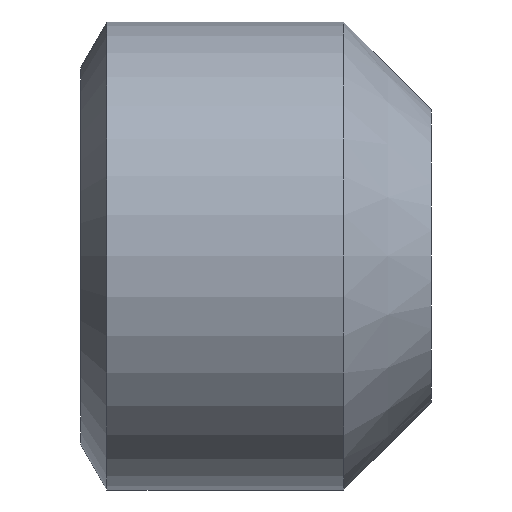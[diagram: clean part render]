
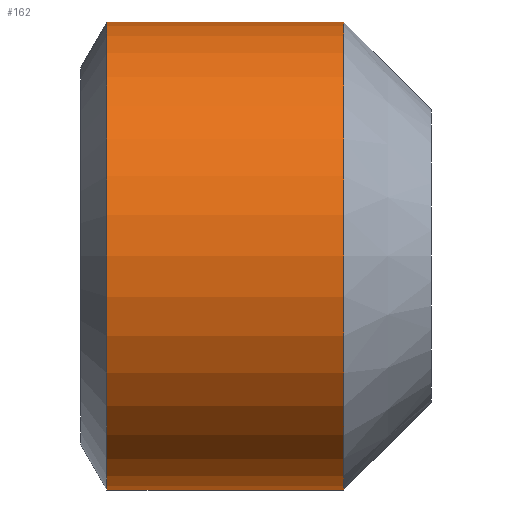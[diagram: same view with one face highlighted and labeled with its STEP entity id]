
A CAD part, front view. The second image highlights one B-rep face of the part: STEP entity #162.
In plain terms, the highlighted cylindrical face has radius 2 mm (diameter 4 mm), a partial arc.
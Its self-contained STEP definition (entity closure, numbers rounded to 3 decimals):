
#2 = CIRCLE ( 'NONE', #337, 2. ) ;
#6 = EDGE_LOOP ( 'NONE', ( #448, #19, #434, #66 ) ) ;
#7 = CARTESIAN_POINT ( 'NONE',  ( 2.25, 0., 2. ) ) ;
#16 = VECTOR ( 'NONE', #35, 1000. ) ;
#19 = ORIENTED_EDGE ( 'NONE', *, *, #390, .T. ) ;
#26 = EDGE_CURVE ( 'NONE', #346, #374, #231, .T. ) ;
#35 = DIRECTION ( 'NONE',  ( -1., 0., 0. ) ) ;
#66 = ORIENTED_EDGE ( 'NONE', *, *, #26, .F. ) ;
#90 = EDGE_CURVE ( 'NONE', #173, #374, #271, .T. ) ;
#94 = VERTEX_POINT ( 'NONE', #329 ) ;
#95 = DIRECTION ( 'NONE',  ( 0., 0., 1. ) ) ;
#96 = EDGE_CURVE ( 'NONE', #94, #346, #135, .T. ) ;
#97 = CARTESIAN_POINT ( 'NONE',  ( 0.225, 0., 0. ) ) ;
#128 = VECTOR ( 'NONE', #396, 1000. ) ;
#135 = LINE ( 'NONE', #182, #128 ) ;
#137 = AXIS2_PLACEMENT_3D ( 'NONE', #293, #427, #291 ) ;
#142 = DIRECTION ( 'NONE',  ( 0., 0., 1. ) ) ;
#162 = ADVANCED_FACE ( 'NONE', ( #391 ), #225, .T. ) ;
#173 = VERTEX_POINT ( 'NONE', #7 ) ;
#182 = CARTESIAN_POINT ( 'NONE',  ( -12.7, 0., -2. ) ) ;
#225 = CYLINDRICAL_SURFACE ( 'NONE', #137, 2. ) ;
#231 = CIRCLE ( 'NONE', #237, 2. ) ;
#237 = AXIS2_PLACEMENT_3D ( 'NONE', #97, #397, #142 ) ;
#271 = LINE ( 'NONE', #356, #16 ) ;
#278 = DIRECTION ( 'NONE',  ( -1., 0., 0. ) ) ;
#291 = DIRECTION ( 'NONE',  ( 0., 0., 1. ) ) ;
#293 = CARTESIAN_POINT ( 'NONE',  ( -12.7, 0., 0. ) ) ;
#329 = CARTESIAN_POINT ( 'NONE',  ( 2.25, 0., -2. ) ) ;
#337 = AXIS2_PLACEMENT_3D ( 'NONE', #412, #278, #95 ) ;
#346 = VERTEX_POINT ( 'NONE', #444 ) ;
#356 = CARTESIAN_POINT ( 'NONE',  ( -12.7, 0., 2. ) ) ;
#374 = VERTEX_POINT ( 'NONE', #383 ) ;
#383 = CARTESIAN_POINT ( 'NONE',  ( 0.225, 0., 2. ) ) ;
#390 = EDGE_CURVE ( 'NONE', #94, #173, #2, .T. ) ;
#391 = FACE_OUTER_BOUND ( 'NONE', #6, .T. ) ;
#396 = DIRECTION ( 'NONE',  ( -1., 0., 0. ) ) ;
#397 = DIRECTION ( 'NONE',  ( -1., 0., 0. ) ) ;
#412 = CARTESIAN_POINT ( 'NONE',  ( 2.25, 0., 0. ) ) ;
#427 = DIRECTION ( 'NONE',  ( -1., 0., 0. ) ) ;
#434 = ORIENTED_EDGE ( 'NONE', *, *, #90, .T. ) ;
#444 = CARTESIAN_POINT ( 'NONE',  ( 0.225, 0., -2. ) ) ;
#448 = ORIENTED_EDGE ( 'NONE', *, *, #96, .F. ) ;
